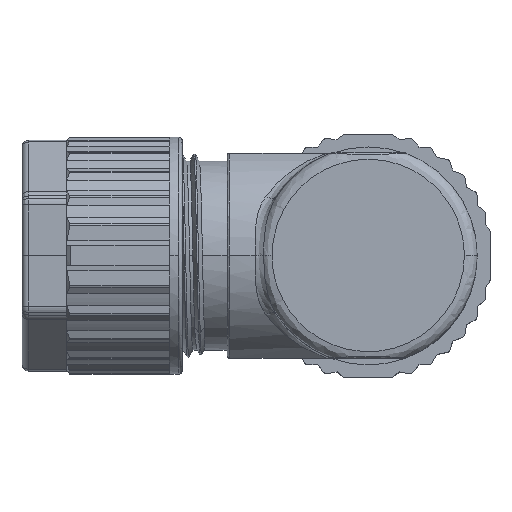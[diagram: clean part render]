
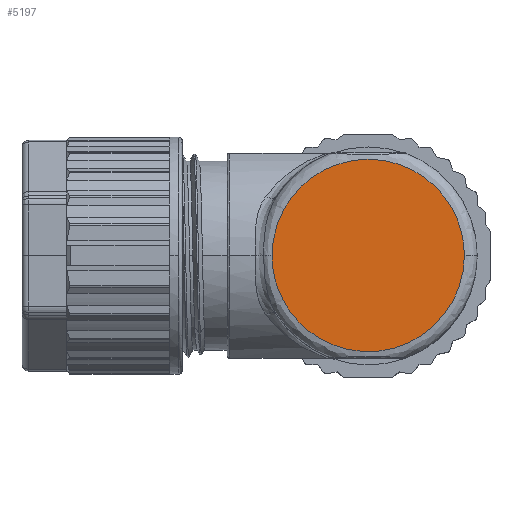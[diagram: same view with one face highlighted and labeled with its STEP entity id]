
A CAD part, top view. The second image highlights one B-rep face of the part: STEP entity #5197.
In plain terms, the highlighted planar face has unit normal (0, 0, 1).
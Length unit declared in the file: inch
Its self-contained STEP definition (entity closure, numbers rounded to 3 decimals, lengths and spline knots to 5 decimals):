
#1223 = CARTESIAN_POINT ( 'NONE',  ( 0.17296, 0.29528, 0.6811 ) ) ;
#1596 = AXIS2_PLACEMENT_3D ( 'NONE', #7810, #16909, #32586 ) ;
#5197 = ADVANCED_FACE ( 'NONE', ( #53488 ), #53764, .T. ) ;
#5339 =( BOUNDED_CURVE ( )  B_SPLINE_CURVE ( 3, ( #7974, #15682, #7694, #45087 ),
 .UNSPECIFIED., .F., .F. ) 
 B_SPLINE_CURVE_WITH_KNOTS ( ( 4, 4 ),
 ( 0., 1. ),
 .UNSPECIFIED. ) 
 CURVE ( )  GEOMETRIC_REPRESENTATION_ITEM ( )  RATIONAL_B_SPLINE_CURVE ( ( 1., 0.333, 0.333, 1. ) ) 
 REPRESENTATION_ITEM ( '' )  );
#5351 = CARTESIAN_POINT ( 'NONE',  ( -0.29528, -0.00002, 0.6811 ) ) ;
#7537 = EDGE_CURVE ( 'NONE', #24918, #48638, #5339, .T. ) ;
#7694 = CARTESIAN_POINT ( 'NONE',  ( -0.29509, -0.59046, 0.6811 ) ) ;
#7810 = CARTESIAN_POINT ( 'NONE',  ( 0., 0., 0.6811 ) ) ;
#7974 = CARTESIAN_POINT ( 'NONE',  ( 0.29528, 0.00001, 0.6811 ) ) ;
#8200 =( BOUNDED_CURVE ( )  B_SPLINE_CURVE ( 3, ( #5351, #22152, #9738, #38893, #1223, #18018, #51540 ),
 .UNSPECIFIED., .F., .F. ) 
 B_SPLINE_CURVE_WITH_KNOTS ( ( 4, 3, 4 ),
 ( 0.00008, 0.50004, 1. ),
 .UNSPECIFIED. ) 
 CURVE ( )  GEOMETRIC_REPRESENTATION_ITEM ( )  RATIONAL_B_SPLINE_CURVE ( ( 1., 0.805, 0.805, 1., 0.805, 0.805, 1. ) ) 
 REPRESENTATION_ITEM ( '' )  );
#9738 = CARTESIAN_POINT ( 'NONE',  ( -0.17298, 0.29527, 0.6811 ) ) ;
#12547 = VERTEX_POINT ( 'NONE', #23158 ) ;
#15682 = CARTESIAN_POINT ( 'NONE',  ( 0.29528, -0.59037, 0.6811 ) ) ;
#16909 = DIRECTION ( 'NONE',  ( 0., 0., 1. ) ) ;
#18018 = CARTESIAN_POINT ( 'NONE',  ( 0.29528, 0.17297, 0.6811 ) ) ;
#20832 = CARTESIAN_POINT ( 'NONE',  ( -0.29528, -0.00004, 0.6811 ) ) ;
#21371 = CARTESIAN_POINT ( 'NONE',  ( -0.29528, -0.00009, 0.6811 ) ) ;
#22152 = CARTESIAN_POINT ( 'NONE',  ( -0.29529, 0.17295, 0.6811 ) ) ;
#23158 = CARTESIAN_POINT ( 'NONE',  ( -0.29528, -0.00002, 0.6811 ) ) ;
#24160 = ORIENTED_EDGE ( 'NONE', *, *, #52068, .F. ) ;
#24918 = VERTEX_POINT ( 'NONE', #51909 ) ;
#30809 = CARTESIAN_POINT ( 'NONE',  ( -0.29528, -0.00009, 0.6811 ) ) ;
#32586 = DIRECTION ( 'NONE',  ( 1., 0., 0. ) ) ;
#35480 = EDGE_CURVE ( 'NONE', #12547, #24918, #8200, .T. ) ;
#37567 = CARTESIAN_POINT ( 'NONE',  ( -0.29528, -0.00002, 0.6811 ) ) ;
#38893 = CARTESIAN_POINT ( 'NONE',  ( -0.00001, 0.29528, 0.6811 ) ) ;
#41298 = EDGE_LOOP ( 'NONE', ( #24160, #44127, #44380 ) ) ;
#44127 = ORIENTED_EDGE ( 'NONE', *, *, #7537, .F. ) ;
#44380 = ORIENTED_EDGE ( 'NONE', *, *, #35480, .F. ) ;
#45087 = CARTESIAN_POINT ( 'NONE',  ( -0.29528, -0.00009, 0.6811 ) ) ;
#45545 = CARTESIAN_POINT ( 'NONE',  ( -0.29528, -0.00007, 0.6811 ) ) ;
#48638 = VERTEX_POINT ( 'NONE', #30809 ) ;
#51540 = CARTESIAN_POINT ( 'NONE',  ( 0.29528, 0.00001, 0.6811 ) ) ;
#51909 = CARTESIAN_POINT ( 'NONE',  ( 0.29528, 0.00001, 0.6811 ) ) ;
#52068 = EDGE_CURVE ( 'NONE', #48638, #12547, #53995, .T. ) ;
#53488 = FACE_OUTER_BOUND ( 'NONE', #41298, .T. ) ;
#53764 = PLANE ( 'NONE',  #1596 ) ;
#53995 =( BOUNDED_CURVE ( )  B_SPLINE_CURVE ( 3, ( #21371, #45545, #20832, #37567 ),
 .UNSPECIFIED., .F., .F. ) 
 B_SPLINE_CURVE_WITH_KNOTS ( ( 4, 4 ),
 ( 0., 0.00008 ),
 .UNSPECIFIED. ) 
 CURVE ( )  GEOMETRIC_REPRESENTATION_ITEM ( )  RATIONAL_B_SPLINE_CURVE ( ( 1., 1., 1., 1. ) ) 
 REPRESENTATION_ITEM ( '' )  );
